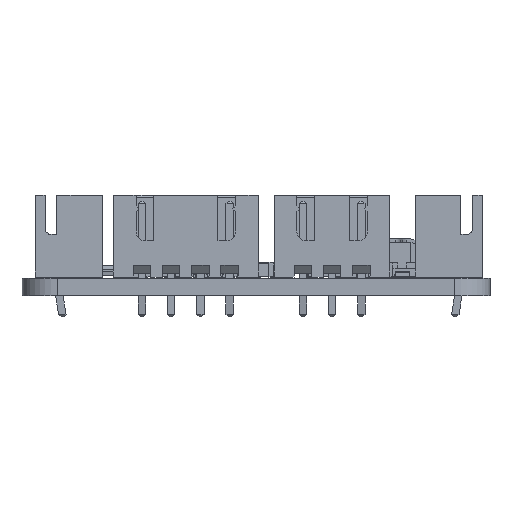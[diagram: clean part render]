
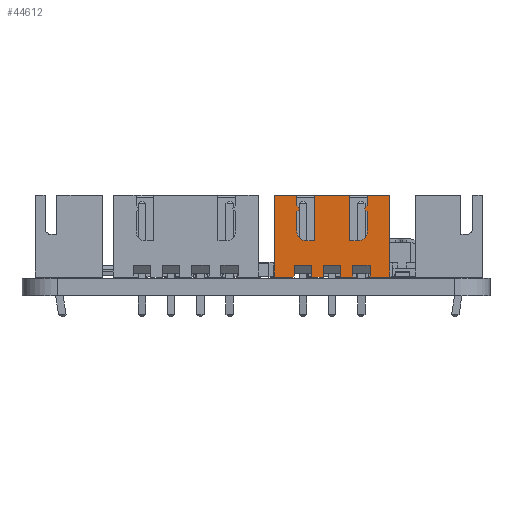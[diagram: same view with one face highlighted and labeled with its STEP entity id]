
A CAD part, front view. The second image highlights one B-rep face of the part: STEP entity #44612.
In plain terms, the highlighted face is planar.
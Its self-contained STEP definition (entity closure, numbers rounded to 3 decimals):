
#43993 = VERTEX_POINT('',#43994);
#43994 = CARTESIAN_POINT('',(-2.45,2.35,0.));
#44002 = EDGE_CURVE('',#43993,#44003,#44005,.T.);
#44003 = VERTEX_POINT('',#44004);
#44004 = CARTESIAN_POINT('',(-2.45,2.35,7.));
#44005 = LINE('',#44006,#44007);
#44006 = CARTESIAN_POINT('',(-2.45,2.35,0.));
#44007 = VECTOR('',#44008,1.);
#44008 = DIRECTION('',(0.,0.,1.));
#44226 = VERTEX_POINT('',#44227);
#44227 = CARTESIAN_POINT('',(7.45,2.35,0.));
#44269 = VERTEX_POINT('',#44270);
#44270 = CARTESIAN_POINT('',(7.45,2.35,7.));
#44276 = EDGE_CURVE('',#44226,#44269,#44277,.T.);
#44277 = LINE('',#44278,#44279);
#44278 = CARTESIAN_POINT('',(7.45,2.35,0.));
#44279 = VECTOR('',#44280,1.);
#44280 = DIRECTION('',(0.,0.,1.));
#44384 = VERTEX_POINT('',#44385);
#44385 = CARTESIAN_POINT('',(-0.75,2.35,0.));
#44391 = EDGE_CURVE('',#44384,#43993,#44392,.T.);
#44392 = LINE('',#44393,#44394);
#44393 = CARTESIAN_POINT('',(7.45,2.35,0.));
#44394 = VECTOR('',#44395,1.);
#44395 = DIRECTION('',(-1.,0.,0.));
#44594 = VERTEX_POINT('',#44595);
#44595 = CARTESIAN_POINT('',(-0.5,2.35,7.));
#44601 = EDGE_CURVE('',#44594,#44003,#44602,.T.);
#44602 = LINE('',#44603,#44604);
#44603 = CARTESIAN_POINT('',(7.45,2.35,7.));
#44604 = VECTOR('',#44605,1.);
#44605 = DIRECTION('',(-1.,0.,0.));
#44612 = ADVANCED_FACE('',(#44613),#44841,.F.);
#44613 = FACE_BOUND('',#44614,.F.);
#44614 = EDGE_LOOP('',(#44615,#44623,#44624,#44632,#44640,#44648,#44656,
    #44664,#44673,#44681,#44689,#44697,#44705,#44713,#44722,#44730,
    #44738,#44746,#44752,#44753,#44754,#44755,#44763,#44771,#44779,
    #44787,#44795,#44803,#44811,#44819,#44827,#44835));
#44615 = ORIENTED_EDGE('',*,*,#44616,.F.);
#44616 = EDGE_CURVE('',#44226,#44617,#44619,.T.);
#44617 = VERTEX_POINT('',#44618);
#44618 = CARTESIAN_POINT('',(5.75,2.35,0.));
#44619 = LINE('',#44620,#44621);
#44620 = CARTESIAN_POINT('',(7.45,2.35,0.));
#44621 = VECTOR('',#44622,1.);
#44622 = DIRECTION('',(-1.,0.,0.));
#44623 = ORIENTED_EDGE('',*,*,#44276,.T.);
#44624 = ORIENTED_EDGE('',*,*,#44625,.T.);
#44625 = EDGE_CURVE('',#44269,#44626,#44628,.T.);
#44626 = VERTEX_POINT('',#44627);
#44627 = CARTESIAN_POINT('',(5.5,2.35,7.));
#44628 = LINE('',#44629,#44630);
#44629 = CARTESIAN_POINT('',(7.45,2.35,7.));
#44630 = VECTOR('',#44631,1.);
#44631 = DIRECTION('',(-1.,0.,0.));
#44632 = ORIENTED_EDGE('',*,*,#44633,.F.);
#44633 = EDGE_CURVE('',#44634,#44626,#44636,.T.);
#44634 = VERTEX_POINT('',#44635);
#44635 = CARTESIAN_POINT('',(5.5,2.35,6.1));
#44636 = LINE('',#44637,#44638);
#44637 = CARTESIAN_POINT('',(5.5,2.35,6.1));
#44638 = VECTOR('',#44639,1.);
#44639 = DIRECTION('',(0.,0.,1.));
#44640 = ORIENTED_EDGE('',*,*,#44641,.F.);
#44641 = EDGE_CURVE('',#44642,#44634,#44644,.T.);
#44642 = VERTEX_POINT('',#44643);
#44643 = CARTESIAN_POINT('',(5.25,2.35,5.85));
#44644 = LINE('',#44645,#44646);
#44645 = CARTESIAN_POINT('',(5.25,2.35,5.85));
#44646 = VECTOR('',#44647,1.);
#44647 = DIRECTION('',(0.707,0.,0.707
    ));
#44648 = ORIENTED_EDGE('',*,*,#44649,.F.);
#44649 = EDGE_CURVE('',#44650,#44642,#44652,.T.);
#44650 = VERTEX_POINT('',#44651);
#44651 = CARTESIAN_POINT('',(5.5,2.35,5.6));
#44652 = LINE('',#44653,#44654);
#44653 = CARTESIAN_POINT('',(5.5,2.35,5.6));
#44654 = VECTOR('',#44655,1.);
#44655 = DIRECTION('',(-0.707,0.,0.707
    ));
#44656 = ORIENTED_EDGE('',*,*,#44657,.F.);
#44657 = EDGE_CURVE('',#44658,#44650,#44660,.T.);
#44658 = VERTEX_POINT('',#44659);
#44659 = CARTESIAN_POINT('',(5.5,2.35,3.85));
#44660 = LINE('',#44661,#44662);
#44661 = CARTESIAN_POINT('',(5.5,2.35,3.1));
#44662 = VECTOR('',#44663,1.);
#44663 = DIRECTION('',(0.,0.,1.));
#44664 = ORIENTED_EDGE('',*,*,#44665,.F.);
#44665 = EDGE_CURVE('',#44666,#44658,#44668,.T.);
#44666 = VERTEX_POINT('',#44667);
#44667 = CARTESIAN_POINT('',(4.75,2.35,3.1));
#44668 = CIRCLE('',#44669,0.75);
#44669 = AXIS2_PLACEMENT_3D('',#44670,#44671,#44672);
#44670 = CARTESIAN_POINT('',(4.75,2.35,3.85));
#44671 = DIRECTION('',(0.,-1.,0.));
#44672 = DIRECTION('',(0.,0.,1.));
#44673 = ORIENTED_EDGE('',*,*,#44674,.F.);
#44674 = EDGE_CURVE('',#44675,#44666,#44677,.T.);
#44675 = VERTEX_POINT('',#44676);
#44676 = CARTESIAN_POINT('',(4.,2.35,3.1));
#44677 = LINE('',#44678,#44679);
#44678 = CARTESIAN_POINT('',(4.,2.35,3.1));
#44679 = VECTOR('',#44680,1.);
#44680 = DIRECTION('',(1.,0.,0.));
#44681 = ORIENTED_EDGE('',*,*,#44682,.F.);
#44682 = EDGE_CURVE('',#44683,#44675,#44685,.T.);
#44683 = VERTEX_POINT('',#44684);
#44684 = CARTESIAN_POINT('',(4.,2.35,7.));
#44685 = LINE('',#44686,#44687);
#44686 = CARTESIAN_POINT('',(4.,2.35,7.));
#44687 = VECTOR('',#44688,1.);
#44688 = DIRECTION('',(-0.,0.,-1.));
#44689 = ORIENTED_EDGE('',*,*,#44690,.T.);
#44690 = EDGE_CURVE('',#44683,#44691,#44693,.T.);
#44691 = VERTEX_POINT('',#44692);
#44692 = CARTESIAN_POINT('',(1.,2.35,7.));
#44693 = LINE('',#44694,#44695);
#44694 = CARTESIAN_POINT('',(7.45,2.35,7.));
#44695 = VECTOR('',#44696,1.);
#44696 = DIRECTION('',(-1.,0.,0.));
#44697 = ORIENTED_EDGE('',*,*,#44698,.T.);
#44698 = EDGE_CURVE('',#44691,#44699,#44701,.T.);
#44699 = VERTEX_POINT('',#44700);
#44700 = CARTESIAN_POINT('',(1.,2.35,3.1));
#44701 = LINE('',#44702,#44703);
#44702 = CARTESIAN_POINT('',(1.,2.35,7.));
#44703 = VECTOR('',#44704,1.);
#44704 = DIRECTION('',(-0.,0.,-1.));
#44705 = ORIENTED_EDGE('',*,*,#44706,.T.);
#44706 = EDGE_CURVE('',#44699,#44707,#44709,.T.);
#44707 = VERTEX_POINT('',#44708);
#44708 = CARTESIAN_POINT('',(0.25,2.35,3.1));
#44709 = LINE('',#44710,#44711);
#44710 = CARTESIAN_POINT('',(1.,2.35,3.1));
#44711 = VECTOR('',#44712,1.);
#44712 = DIRECTION('',(-1.,0.,0.));
#44713 = ORIENTED_EDGE('',*,*,#44714,.T.);
#44714 = EDGE_CURVE('',#44707,#44715,#44717,.T.);
#44715 = VERTEX_POINT('',#44716);
#44716 = CARTESIAN_POINT('',(-0.5,2.35,3.85));
#44717 = CIRCLE('',#44718,0.75);
#44718 = AXIS2_PLACEMENT_3D('',#44719,#44720,#44721);
#44719 = CARTESIAN_POINT('',(0.25,2.35,3.85));
#44720 = DIRECTION('',(0.,1.,-0.));
#44721 = DIRECTION('',(0.,0.,1.));
#44722 = ORIENTED_EDGE('',*,*,#44723,.T.);
#44723 = EDGE_CURVE('',#44715,#44724,#44726,.T.);
#44724 = VERTEX_POINT('',#44725);
#44725 = CARTESIAN_POINT('',(-0.5,2.35,5.6));
#44726 = LINE('',#44727,#44728);
#44727 = CARTESIAN_POINT('',(-0.5,2.35,3.1));
#44728 = VECTOR('',#44729,1.);
#44729 = DIRECTION('',(0.,0.,1.));
#44730 = ORIENTED_EDGE('',*,*,#44731,.T.);
#44731 = EDGE_CURVE('',#44724,#44732,#44734,.T.);
#44732 = VERTEX_POINT('',#44733);
#44733 = CARTESIAN_POINT('',(-0.25,2.35,5.85));
#44734 = LINE('',#44735,#44736);
#44735 = CARTESIAN_POINT('',(-0.5,2.35,5.6));
#44736 = VECTOR('',#44737,1.);
#44737 = DIRECTION('',(0.707,0.,0.707
    ));
#44738 = ORIENTED_EDGE('',*,*,#44739,.T.);
#44739 = EDGE_CURVE('',#44732,#44740,#44742,.T.);
#44740 = VERTEX_POINT('',#44741);
#44741 = CARTESIAN_POINT('',(-0.5,2.35,6.1));
#44742 = LINE('',#44743,#44744);
#44743 = CARTESIAN_POINT('',(-0.25,2.35,5.85));
#44744 = VECTOR('',#44745,1.);
#44745 = DIRECTION('',(-0.707,0.,0.707
    ));
#44746 = ORIENTED_EDGE('',*,*,#44747,.T.);
#44747 = EDGE_CURVE('',#44740,#44594,#44748,.T.);
#44748 = LINE('',#44749,#44750);
#44749 = CARTESIAN_POINT('',(-0.5,2.35,6.1));
#44750 = VECTOR('',#44751,1.);
#44751 = DIRECTION('',(0.,0.,1.));
#44752 = ORIENTED_EDGE('',*,*,#44601,.T.);
#44753 = ORIENTED_EDGE('',*,*,#44002,.F.);
#44754 = ORIENTED_EDGE('',*,*,#44391,.F.);
#44755 = ORIENTED_EDGE('',*,*,#44756,.T.);
#44756 = EDGE_CURVE('',#44384,#44757,#44759,.T.);
#44757 = VERTEX_POINT('',#44758);
#44758 = CARTESIAN_POINT('',(-0.75,2.35,1.));
#44759 = LINE('',#44760,#44761);
#44760 = CARTESIAN_POINT('',(-0.75,2.35,0.));
#44761 = VECTOR('',#44762,1.);
#44762 = DIRECTION('',(0.,0.,1.));
#44763 = ORIENTED_EDGE('',*,*,#44764,.F.);
#44764 = EDGE_CURVE('',#44765,#44757,#44767,.T.);
#44765 = VERTEX_POINT('',#44766);
#44766 = CARTESIAN_POINT('',(0.75,2.35,1.));
#44767 = LINE('',#44768,#44769);
#44768 = CARTESIAN_POINT('',(0.75,2.35,1.));
#44769 = VECTOR('',#44770,1.);
#44770 = DIRECTION('',(-1.,0.,0.));
#44771 = ORIENTED_EDGE('',*,*,#44772,.F.);
#44772 = EDGE_CURVE('',#44773,#44765,#44775,.T.);
#44773 = VERTEX_POINT('',#44774);
#44774 = CARTESIAN_POINT('',(0.75,2.35,0.));
#44775 = LINE('',#44776,#44777);
#44776 = CARTESIAN_POINT('',(0.75,2.35,0.));
#44777 = VECTOR('',#44778,1.);
#44778 = DIRECTION('',(0.,0.,1.));
#44779 = ORIENTED_EDGE('',*,*,#44780,.F.);
#44780 = EDGE_CURVE('',#44781,#44773,#44783,.T.);
#44781 = VERTEX_POINT('',#44782);
#44782 = CARTESIAN_POINT('',(1.75,2.35,0.));
#44783 = LINE('',#44784,#44785);
#44784 = CARTESIAN_POINT('',(7.45,2.35,0.));
#44785 = VECTOR('',#44786,1.);
#44786 = DIRECTION('',(-1.,0.,0.));
#44787 = ORIENTED_EDGE('',*,*,#44788,.T.);
#44788 = EDGE_CURVE('',#44781,#44789,#44791,.T.);
#44789 = VERTEX_POINT('',#44790);
#44790 = CARTESIAN_POINT('',(1.75,2.35,1.));
#44791 = LINE('',#44792,#44793);
#44792 = CARTESIAN_POINT('',(1.75,2.35,0.));
#44793 = VECTOR('',#44794,1.);
#44794 = DIRECTION('',(0.,0.,1.));
#44795 = ORIENTED_EDGE('',*,*,#44796,.F.);
#44796 = EDGE_CURVE('',#44797,#44789,#44799,.T.);
#44797 = VERTEX_POINT('',#44798);
#44798 = CARTESIAN_POINT('',(3.25,2.35,1.));
#44799 = LINE('',#44800,#44801);
#44800 = CARTESIAN_POINT('',(3.25,2.35,1.));
#44801 = VECTOR('',#44802,1.);
#44802 = DIRECTION('',(-1.,0.,0.));
#44803 = ORIENTED_EDGE('',*,*,#44804,.F.);
#44804 = EDGE_CURVE('',#44805,#44797,#44807,.T.);
#44805 = VERTEX_POINT('',#44806);
#44806 = CARTESIAN_POINT('',(3.25,2.35,0.));
#44807 = LINE('',#44808,#44809);
#44808 = CARTESIAN_POINT('',(3.25,2.35,0.));
#44809 = VECTOR('',#44810,1.);
#44810 = DIRECTION('',(0.,0.,1.));
#44811 = ORIENTED_EDGE('',*,*,#44812,.F.);
#44812 = EDGE_CURVE('',#44813,#44805,#44815,.T.);
#44813 = VERTEX_POINT('',#44814);
#44814 = CARTESIAN_POINT('',(4.25,2.35,0.));
#44815 = LINE('',#44816,#44817);
#44816 = CARTESIAN_POINT('',(7.45,2.35,0.));
#44817 = VECTOR('',#44818,1.);
#44818 = DIRECTION('',(-1.,0.,0.));
#44819 = ORIENTED_EDGE('',*,*,#44820,.T.);
#44820 = EDGE_CURVE('',#44813,#44821,#44823,.T.);
#44821 = VERTEX_POINT('',#44822);
#44822 = CARTESIAN_POINT('',(4.25,2.35,1.));
#44823 = LINE('',#44824,#44825);
#44824 = CARTESIAN_POINT('',(4.25,2.35,0.));
#44825 = VECTOR('',#44826,1.);
#44826 = DIRECTION('',(0.,0.,1.));
#44827 = ORIENTED_EDGE('',*,*,#44828,.F.);
#44828 = EDGE_CURVE('',#44829,#44821,#44831,.T.);
#44829 = VERTEX_POINT('',#44830);
#44830 = CARTESIAN_POINT('',(5.75,2.35,1.));
#44831 = LINE('',#44832,#44833);
#44832 = CARTESIAN_POINT('',(5.75,2.35,1.));
#44833 = VECTOR('',#44834,1.);
#44834 = DIRECTION('',(-1.,0.,0.));
#44835 = ORIENTED_EDGE('',*,*,#44836,.F.);
#44836 = EDGE_CURVE('',#44617,#44829,#44837,.T.);
#44837 = LINE('',#44838,#44839);
#44838 = CARTESIAN_POINT('',(5.75,2.35,0.));
#44839 = VECTOR('',#44840,1.);
#44840 = DIRECTION('',(0.,0.,1.));
#44841 = PLANE('',#44842);
#44842 = AXIS2_PLACEMENT_3D('',#44843,#44844,#44845);
#44843 = CARTESIAN_POINT('',(7.45,2.35,0.));
#44844 = DIRECTION('',(0.,-1.,0.));
#44845 = DIRECTION('',(-1.,0.,0.));
